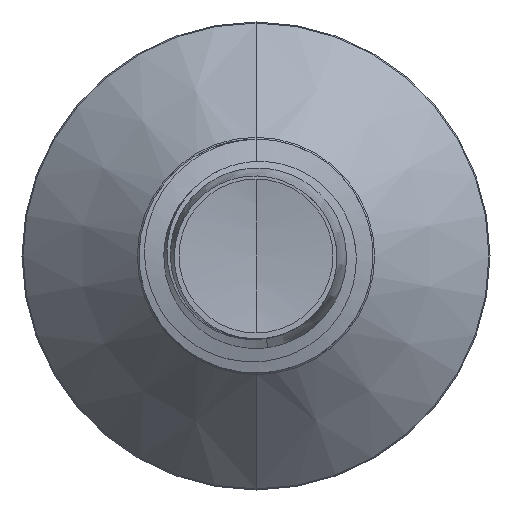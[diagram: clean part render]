
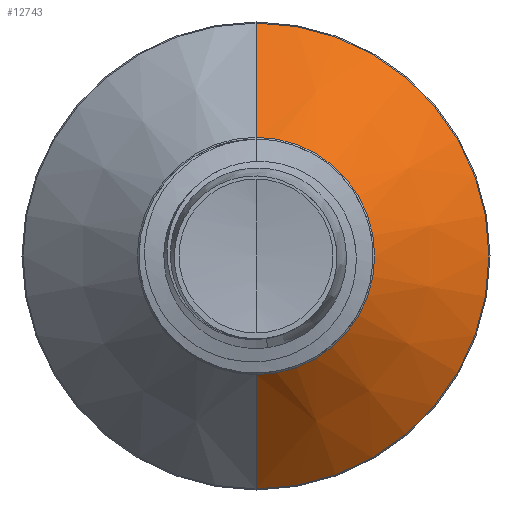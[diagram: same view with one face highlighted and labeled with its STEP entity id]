
A CAD part, front view. The second image highlights one B-rep face of the part: STEP entity #12743.
In plain terms, the highlighted conical face has half-angle 45 degrees and reference radius 3.55 mm.
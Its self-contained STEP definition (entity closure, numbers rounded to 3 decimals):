
#338 = CARTESIAN_POINT ( 'NONE',  ( 0., 4.65, -3.55 ) ) ;
#371 = CARTESIAN_POINT ( 'NONE',  ( 0., 4.65, -3.55 ) ) ;
#406 = FACE_OUTER_BOUND ( 'NONE', #1324, .T. ) ;
#602 = CARTESIAN_POINT ( 'NONE',  ( 0., 4.65, 3.55 ) ) ;
#733 = EDGE_CURVE ( 'NONE', #4516, #3660, #1035, .T. ) ;
#1035 = LINE ( 'NONE', #602, #9519 ) ;
#1324 = EDGE_LOOP ( 'NONE', ( #11073, #7354, #3189, #1473 ) ) ;
#1473 = ORIENTED_EDGE ( 'NONE', *, *, #733, .F. ) ;
#1520 = EDGE_CURVE ( 'NONE', #10493, #12215, #3604, .T. ) ;
#2198 = DIRECTION ( 'NONE',  ( 0., 0.707, 0.707 ) ) ;
#3057 = DIRECTION ( 'NONE',  ( 0., 0., 1. ) ) ;
#3075 = DIRECTION ( 'NONE',  ( 0., 1., 0. ) ) ;
#3094 = CARTESIAN_POINT ( 'NONE',  ( 0., 4.65, 0. ) ) ;
#3189 = ORIENTED_EDGE ( 'NONE', *, *, #11833, .F. ) ;
#3381 = CIRCLE ( 'NONE', #11030, 6.969 ) ;
#3604 = LINE ( 'NONE', #338, #11159 ) ;
#3660 = VERTEX_POINT ( 'NONE', #8039 ) ;
#4516 = VERTEX_POINT ( 'NONE', #4839 ) ;
#4609 = CONICAL_SURFACE ( 'NONE', #9849, 3.55, 0.785 ) ;
#4722 = EDGE_CURVE ( 'NONE', #4516, #10493, #7005, .T. ) ;
#4839 = CARTESIAN_POINT ( 'NONE',  ( 0., 4.65, 3.55 ) ) ;
#5262 = CARTESIAN_POINT ( 'NONE',  ( 0., 8.069, -6.969 ) ) ;
#5305 = DIRECTION ( 'NONE',  ( 0., 1., 0. ) ) ;
#6234 = DIRECTION ( 'NONE',  ( 0., 0., 1. ) ) ;
#7005 = CIRCLE ( 'NONE', #9425, 3.55 ) ;
#7243 = DIRECTION ( 'NONE',  ( 0., 0.707, -0.707 ) ) ;
#7354 = ORIENTED_EDGE ( 'NONE', *, *, #1520, .T. ) ;
#8039 = CARTESIAN_POINT ( 'NONE',  ( 0., 8.069, 6.969 ) ) ;
#8366 = CARTESIAN_POINT ( 'NONE',  ( 0., 4.65, 0. ) ) ;
#9425 = AXIS2_PLACEMENT_3D ( 'NONE', #3094, #3075, #3057 ) ;
#9519 = VECTOR ( 'NONE', #2198, 1000. ) ;
#9849 = AXIS2_PLACEMENT_3D ( 'NONE', #8366, #10860, #6234 ) ;
#10493 = VERTEX_POINT ( 'NONE', #371 ) ;
#10860 = DIRECTION ( 'NONE',  ( 0., 1., 0. ) ) ;
#11025 = CARTESIAN_POINT ( 'NONE',  ( 0., 8.069, 0. ) ) ;
#11030 = AXIS2_PLACEMENT_3D ( 'NONE', #11025, #5305, #11737 ) ;
#11073 = ORIENTED_EDGE ( 'NONE', *, *, #4722, .T. ) ;
#11159 = VECTOR ( 'NONE', #7243, 1000. ) ;
#11737 = DIRECTION ( 'NONE',  ( 0., 0., 1. ) ) ;
#11833 = EDGE_CURVE ( 'NONE', #3660, #12215, #3381, .T. ) ;
#12215 = VERTEX_POINT ( 'NONE', #5262 ) ;
#12743 = ADVANCED_FACE ( 'NONE', ( #406 ), #4609, .T. ) ;
